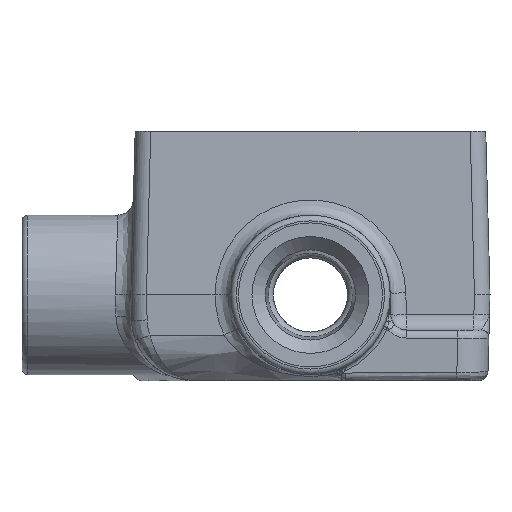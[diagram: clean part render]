
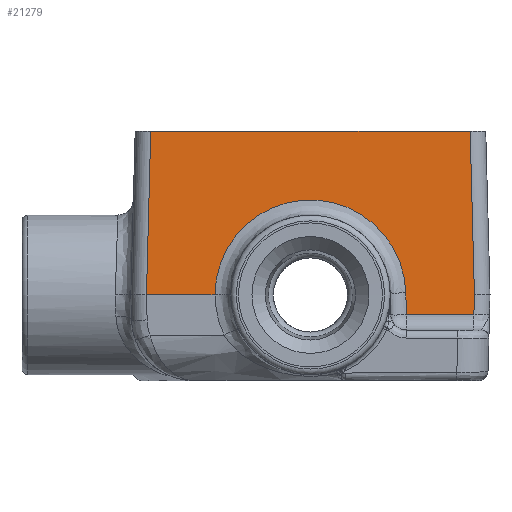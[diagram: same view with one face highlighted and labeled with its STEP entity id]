
A CAD part, left-side view. The second image highlights one B-rep face of the part: STEP entity #21279.
In plain terms, the highlighted planar face has unit normal (-1, 0, 0.026).
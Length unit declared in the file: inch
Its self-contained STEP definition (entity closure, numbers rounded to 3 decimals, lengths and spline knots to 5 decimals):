
#1305=ELLIPSE('',#22610,0.76576,0.7655);
#1406=PLANE('',#22615);
#2103=FACE_OUTER_BOUND('',#3276,.T.);
#3276=EDGE_LOOP('',(#14331,#14332,#14333,#14334,#14335,#14336,#14337,#14338));
#4524=LINE('',#31471,#6433);
#4525=LINE('',#31653,#6434);
#4528=LINE('',#31659,#6437);
#4529=LINE('',#31661,#6438);
#4530=LINE('',#31663,#6439);
#4531=LINE('',#31665,#6440);
#4532=LINE('',#31666,#6441);
#6433=VECTOR('',#24252,0.3937);
#6434=VECTOR('',#24263,0.3937);
#6437=VECTOR('',#24270,0.3937);
#6438=VECTOR('',#24271,0.3937);
#6439=VECTOR('',#24272,0.3937);
#6440=VECTOR('',#24273,0.3937);
#6441=VECTOR('',#24274,0.3937);
#8831=VERTEX_POINT('',#31163);
#8844=VERTEX_POINT('',#31467);
#8845=VERTEX_POINT('',#31522);
#8846=VERTEX_POINT('',#31524);
#8848=VERTEX_POINT('',#31658);
#8849=VERTEX_POINT('',#31660);
#8850=VERTEX_POINT('',#31662);
#8851=VERTEX_POINT('',#31664);
#10972=EDGE_CURVE('',#8831,#8844,#4524,.T.);
#10974=EDGE_CURVE('',#8845,#8846,#1305,.T.);
#10979=EDGE_CURVE('',#8844,#8845,#4525,.T.);
#10982=EDGE_CURVE('',#8848,#8831,#4528,.T.);
#10983=EDGE_CURVE('',#8849,#8848,#4529,.T.);
#10984=EDGE_CURVE('',#8849,#8850,#4530,.T.);
#10985=EDGE_CURVE('',#8851,#8850,#4531,.T.);
#10986=EDGE_CURVE('',#8846,#8851,#4532,.T.);
#14331=ORIENTED_EDGE('',*,*,#10974,.F.);
#14332=ORIENTED_EDGE('',*,*,#10979,.F.);
#14333=ORIENTED_EDGE('',*,*,#10972,.F.);
#14334=ORIENTED_EDGE('',*,*,#10982,.F.);
#14335=ORIENTED_EDGE('',*,*,#10983,.F.);
#14336=ORIENTED_EDGE('',*,*,#10984,.T.);
#14337=ORIENTED_EDGE('',*,*,#10985,.F.);
#14338=ORIENTED_EDGE('',*,*,#10986,.F.);
#21279=ADVANCED_FACE('',(#2103),#1406,.T.);
#22610=AXIS2_PLACEMENT_3D('',#31525,#24255,#24256);
#22615=AXIS2_PLACEMENT_3D('',#31657,#24268,#24269);
#24252=DIRECTION('',(0.,1.,0.));
#24255=DIRECTION('center_axis',(-1.,0.,0.026));
#24256=DIRECTION('ref_axis',(0.026,0.,1.));
#24263=DIRECTION('',(0.026,0.026,0.999));
#24268=DIRECTION('center_axis',(-1.,0.,0.026));
#24269=DIRECTION('ref_axis',(0.,1.,0.));
#24270=DIRECTION('',(-0.026,0.026,-0.999));
#24271=DIRECTION('',(-0.026,-0.026,-0.999));
#24272=DIRECTION('',(0.,1.,0.));
#24273=DIRECTION('',(0.026,-0.026,0.999));
#24274=DIRECTION('',(0.,1.,0.));
#31163=CARTESIAN_POINT('',(-2.3198,-1.31131,-0.15952));
#31467=CARTESIAN_POINT('',(-2.3198,-0.76985,-0.15952));
#31471=CARTESIAN_POINT('',(-2.3198,0.28497,-0.15952));
#31522=CARTESIAN_POINT('',(-2.31518,-0.76524,0.01677));
#31524=CARTESIAN_POINT('',(-2.31562,0.76549,0.));
#31525=CARTESIAN_POINT('Origin',(-2.3157,0.,-0.00327));
#31653=CARTESIAN_POINT('',(-2.2977,-0.74775,0.68444));
#31657=CARTESIAN_POINT('Origin',(-2.28125,1.40625,1.3125));
#31658=CARTESIAN_POINT('',(-2.31553,-1.31558,0.00327));
#31659=CARTESIAN_POINT('',(-2.29934,-1.33177,0.62185));
#31660=CARTESIAN_POINT('',(-2.28125,-1.28129,1.3125));
#31661=CARTESIAN_POINT('',(-2.28037,-1.28042,1.34601));
#31662=CARTESIAN_POINT('',(-2.28125,1.28129,1.3125));
#31663=CARTESIAN_POINT('',(-2.28125,-1.40625,1.3125));
#31664=CARTESIAN_POINT('',(-2.31562,1.31566,0.));
#31665=CARTESIAN_POINT('',(-2.27977,1.27982,1.36889));
#31666=CARTESIAN_POINT('',(-2.31562,1.42343,0.));
